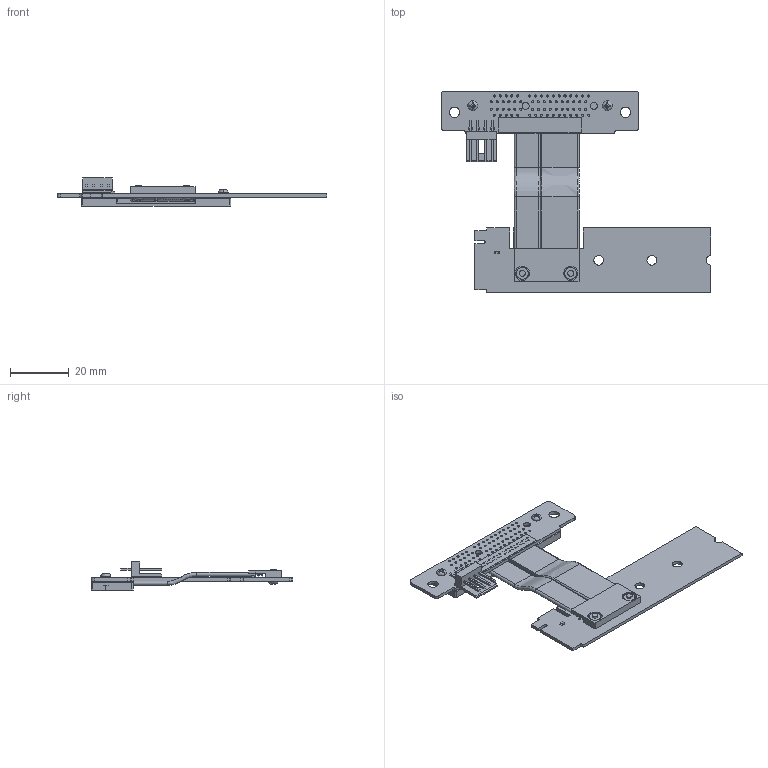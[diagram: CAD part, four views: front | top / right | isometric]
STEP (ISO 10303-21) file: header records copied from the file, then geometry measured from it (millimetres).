
FILE_DESCRIPTION(('Open CASCADE Model'),'2;1');
FILE_NAME('Open CASCADE Shape Model','2020-03-19T18:29:35',('Author'),( 'Open CASCADE'),'Open CASCADE STEP processor 6.8','Open CASCADE 6.8' ,'Unknown');
FILE_SCHEMA(('AUTOMOTIVE_DESIGN { 1 0 10303 214 1 1 1 1 }'));
Length unit declared in the file: millimetre
Products named in the file (74): PCB; Board; Open CASCADE STEP translator 6.8 14.1.1; Open CASCADE STEP translator 6.8 14.2; LED_AP1608; Free-Models; cable13-A1A2(1); cable20-A1A2; c-171825-4-y-3d_RGB12967653; Tape28x5_RGB0; RP22R-PAD; Hexagon_nut_ISO_4032_(DIN_934)_-_M2_RGB9411503; G0033_RGB9411503; RP44S-PAD
Assembly tree (79 placements, depth 3):
  PCB
    Board
      Open CASCADE STEP translator 6.8 14.1.1
    Open CASCADE STEP translator 6.8 14.2
      LED_AP1608
    Free-Models
      cable13-A1A2(1)
      cable13-A1A2(1)
      cable13-A1A2(1)
      cable13-A1A2(1)
      cable13-A1A2(1)
      cable13-A1A2(1)
      cable13-A1A2(1)
      cable13-A1A2(1)
      cable13-A1A2(1)
      cable13-A1A2(1)
      cable13-A1A2(1)
      cable13-A1A2(1)
      cable13-A1A2(1)
      cable13-A1A2(1)
      cable13-A1A2(1)
      cable13-A1A2(1)
      cable13-A1A2(1)
      cable13-A1A2(1)
      cable13-A1A2(1)
      cable13-A1A2(1)
      cable13-A1A2(1)
      cable13-A1A2(1)
      cable20-A1A2
      cable20-A1A2
      cable20-A1A2
      cable20-A1A2
      cable20-A1A2
      cable20-A1A2
      cable20-A1A2
      cable20-A1A2
      cable20-A1A2
      cable20-A1A2
      cable20-A1A2
      cable20-A1A2
      cable20-A1A2
      cable20-A1A2
      cable20-A1A2
      cable20-A1A2
      cable20-A1A2
      cable20-A1A2
      cable20-A1A2
      cable20-A1A2
      cable20-A1A2
      cable20-A1A2
      cable20-A1A2
      cable20-A1A2
      cable20-A1A2
      cable20-A1A2
      cable20-A1A2
      cable20-A1A2
      cable20-A1A2
      cable20-A1A2
      cable20-A1A2
      cable20-A1A2
Bounding box: 91.49 x 68.38 x 9.5 mm (x, y, z)
Volume: 6006.3 mm3; surface area: 14426.3 mm2
Topology: 80 solids, 80 shells, 1421 faces, 3215 edges, 2068 vertices
Faces by surface type: plane 650, cylinder 456, bspline 193, torus 66, cone 48, revolution 8
Full cylindrical faces by diameter (mm): 0.4 x159, 0.404 x4, 0.405 x2, 0.6 x73, 0.7 x64, 1.2 x4, 1.6 x64, 2 x4, 2.2 x10, 2.35 x2, 2.4 x2, 3.3 x2, 3.5 x2, 4.8 x4
Entity records: 56088 total; most frequent: CARTESIAN_POINT 17473, ORIENTED_EDGE 5782, DIRECTION 5477, EDGE_CURVE 2891, AXIS2_PLACEMENT_3D 2124, VERTEX_POINT 1864, FACE_BOUND 1779, EDGE_LOOP 1779
